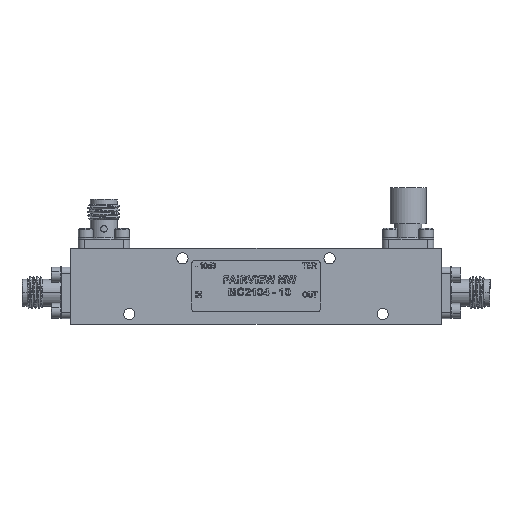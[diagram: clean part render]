
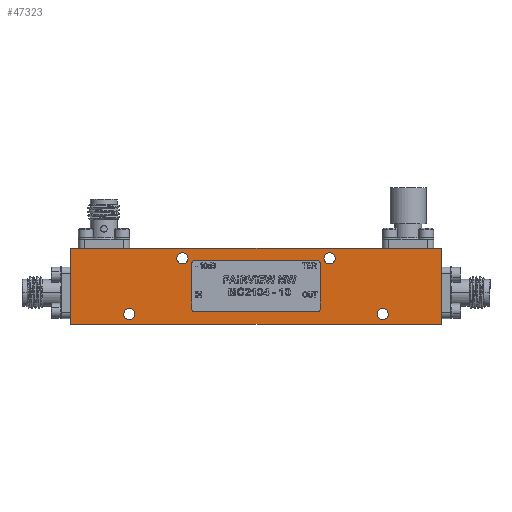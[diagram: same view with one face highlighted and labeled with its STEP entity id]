
A CAD part, top view. The second image highlights one B-rep face of the part: STEP entity #47323.
In plain terms, the highlighted planar face has unit normal (0, 0, 1).
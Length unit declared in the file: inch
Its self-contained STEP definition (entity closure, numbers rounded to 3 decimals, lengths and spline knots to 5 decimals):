
#257 = CARTESIAN_POINT ( 'NONE',  ( 0.57087, 0.21654, 0.21654 ) ) ;
#753 = CARTESIAN_POINT ( 'NONE',  ( 0.98425, -0.21654, 0.21654 ) ) ;
#1598 = DIRECTION ( 'NONE',  ( 1., 0., 0. ) ) ;
#3038 = VERTEX_POINT ( 'NONE', #28359 ) ;
#5549 = EDGE_CURVE ( 'NONE', #17013, #82784, #34385, .T. ) ;
#6232 = PLANE ( 'NONE',  #81248 ) ;
#6660 = EDGE_LOOP ( 'NONE', ( #35500, #89387 ) ) ;
#6696 = DIRECTION ( 'NONE',  ( 0., 0., -1. ) ) ;
#7508 = AXIS2_PLACEMENT_3D ( 'NONE', #753, #79729, #29511 ) ;
#9150 = CARTESIAN_POINT ( 'NONE',  ( -0.52756, 0.21654, 0.21654 ) ) ;
#10985 = DIRECTION ( 'NONE',  ( 1., 0., 0. ) ) ;
#11448 = DIRECTION ( 'NONE',  ( 0., 0., 1. ) ) ;
#11472 = ORIENTED_EDGE ( 'NONE', *, *, #39771, .T. ) ;
#11923 = VERTEX_POINT ( 'NONE', #36348 ) ;
#12235 = EDGE_CURVE ( 'NONE', #84505, #65961, #30333, .T. ) ;
#14995 = CARTESIAN_POINT ( 'NONE',  ( -1.43701, 0.29528, 0.21654 ) ) ;
#15400 = CARTESIAN_POINT ( 'NONE',  ( -1.43701, -0.29528, 0.21654 ) ) ;
#16082 = VERTEX_POINT ( 'NONE', #86449 ) ;
#16977 = CARTESIAN_POINT ( 'NONE',  ( -0.98425, -0.21654, 0.21654 ) ) ;
#17013 = VERTEX_POINT ( 'NONE', #90322 ) ;
#17473 = ORIENTED_EDGE ( 'NONE', *, *, #62393, .F. ) ;
#19310 = ORIENTED_EDGE ( 'NONE', *, *, #92909, .F. ) ;
#19913 = CARTESIAN_POINT ( 'NONE',  ( -1.43701, -0.29528, 0.21654 ) ) ;
#20391 = ORIENTED_EDGE ( 'NONE', *, *, #36679, .T. ) ;
#21324 = CARTESIAN_POINT ( 'NONE',  ( 0., 0., 0.21654 ) ) ;
#21474 = DIRECTION ( 'NONE',  ( 1., 0., 0. ) ) ;
#21642 = ORIENTED_EDGE ( 'NONE', *, *, #26672, .T. ) ;
#22648 = EDGE_CURVE ( 'NONE', #11923, #60578, #42049, .T. ) ;
#22942 = EDGE_LOOP ( 'NONE', ( #11472, #21642, #81757, #20391 ) ) ;
#23387 = CARTESIAN_POINT ( 'NONE',  ( 0.94094, -0.21654, 0.21654 ) ) ;
#24190 = CARTESIAN_POINT ( 'NONE',  ( 0.57087, 0.21654, 0.21654 ) ) ;
#25126 = FACE_BOUND ( 'NONE', #6660, .T. ) ;
#25407 = EDGE_CURVE ( 'NONE', #82784, #17013, #87432, .T. ) ;
#25593 = CIRCLE ( 'NONE', #7508, 0.04331 ) ;
#26014 = CARTESIAN_POINT ( 'NONE',  ( 0.98425, -0.21654, 0.21654 ) ) ;
#26672 = EDGE_CURVE ( 'NONE', #67762, #48518, #79365, .T. ) ;
#27264 = AXIS2_PLACEMENT_3D ( 'NONE', #26014, #11448, #10985 ) ;
#28359 = CARTESIAN_POINT ( 'NONE',  ( -1.43701, -0.29528, 0.21654 ) ) ;
#29511 = DIRECTION ( 'NONE',  ( 1., 0., 0. ) ) ;
#30211 = CARTESIAN_POINT ( 'NONE',  ( 0.52756, 0.21654, 0.21654 ) ) ;
#30333 = CIRCLE ( 'NONE', #27264, 0.04331 ) ;
#31779 = FACE_BOUND ( 'NONE', #60110, .T. ) ;
#32704 = DIRECTION ( 'NONE',  ( 1., 0., 0. ) ) ;
#32877 = LINE ( 'NONE', #83105, #54046 ) ;
#34385 = CIRCLE ( 'NONE', #79339, 0.04331 ) ;
#35479 = DIRECTION ( 'NONE',  ( 1., 0., 0. ) ) ;
#35500 = ORIENTED_EDGE ( 'NONE', *, *, #79241, .F. ) ;
#36144 = CIRCLE ( 'NONE', #37687, 0.04331 ) ;
#36348 = CARTESIAN_POINT ( 'NONE',  ( -1.02756, -0.21654, 0.21654 ) ) ;
#36679 = EDGE_CURVE ( 'NONE', #3038, #58695, #69709, .T. ) ;
#36801 = DIRECTION ( 'NONE',  ( 1., 0., 0. ) ) ;
#36944 = DIRECTION ( 'NONE',  ( 0., 1., 0. ) ) ;
#37306 = EDGE_LOOP ( 'NONE', ( #58947, #72500 ) ) ;
#37429 = DIRECTION ( 'NONE',  ( 0., 0., 1. ) ) ;
#37524 = LINE ( 'NONE', #15400, #65776 ) ;
#37687 = AXIS2_PLACEMENT_3D ( 'NONE', #41636, #90481, #91863 ) ;
#39771 = EDGE_CURVE ( 'NONE', #58695, #67762, #32877, .T. ) ;
#41636 = CARTESIAN_POINT ( 'NONE',  ( -0.98425, -0.21654, 0.21654 ) ) ;
#42049 = CIRCLE ( 'NONE', #48083, 0.04331 ) ;
#44700 = CARTESIAN_POINT ( 'NONE',  ( 1.02756, -0.21654, 0.21654 ) ) ;
#47323 = ADVANCED_FACE ( 'NONE', ( #31779, #89037, #89483, #25126, #83841 ), #6232, .F. ) ;
#47686 = CIRCLE ( 'NONE', #73125, 0.04331 ) ;
#48083 = AXIS2_PLACEMENT_3D ( 'NONE', #16977, #51785, #36801 ) ;
#48328 = VECTOR ( 'NONE', #35479, 39.37008 ) ;
#48518 = VERTEX_POINT ( 'NONE', #72611 ) ;
#48887 = DIRECTION ( 'NONE',  ( -1., 0., 0. ) ) ;
#51785 = DIRECTION ( 'NONE',  ( 0., 0., 1. ) ) ;
#52141 = CARTESIAN_POINT ( 'NONE',  ( 1.43701, 0.29528, 0.21654 ) ) ;
#52369 = EDGE_LOOP ( 'NONE', ( #17473, #19310 ) ) ;
#54046 = VECTOR ( 'NONE', #36944, 39.37008 ) ;
#54786 = CARTESIAN_POINT ( 'NONE',  ( 1.43701, -0.29528, 0.21654 ) ) ;
#58695 = VERTEX_POINT ( 'NONE', #54786 ) ;
#58947 = ORIENTED_EDGE ( 'NONE', *, *, #25407, .F. ) ;
#60110 = EDGE_LOOP ( 'NONE', ( #75453, #73848 ) ) ;
#60578 = VERTEX_POINT ( 'NONE', #90947 ) ;
#61788 = DIRECTION ( 'NONE',  ( 0., 0., 1. ) ) ;
#62393 = EDGE_CURVE ( 'NONE', #16082, #73272, #47686, .T. ) ;
#63417 = AXIS2_PLACEMENT_3D ( 'NONE', #68822, #61788, #32704 ) ;
#63446 = EDGE_CURVE ( 'NONE', #48518, #3038, #37524, .T. ) ;
#65776 = VECTOR ( 'NONE', #66135, 39.37008 ) ;
#65961 = VERTEX_POINT ( 'NONE', #44700 ) ;
#66135 = DIRECTION ( 'NONE',  ( 0., -1., 0. ) ) ;
#67210 = AXIS2_PLACEMENT_3D ( 'NONE', #24190, #37429, #1598 ) ;
#67762 = VERTEX_POINT ( 'NONE', #52141 ) ;
#68822 = CARTESIAN_POINT ( 'NONE',  ( -0.57087, 0.21654, 0.21654 ) ) ;
#69709 = LINE ( 'NONE', #19913, #48328 ) ;
#71524 = DIRECTION ( 'NONE',  ( 0., 0., 1. ) ) ;
#72500 = ORIENTED_EDGE ( 'NONE', *, *, #5549, .F. ) ;
#72611 = CARTESIAN_POINT ( 'NONE',  ( -1.43701, 0.29528, 0.21654 ) ) ;
#73125 = AXIS2_PLACEMENT_3D ( 'NONE', #257, #85834, #21474 ) ;
#73272 = VERTEX_POINT ( 'NONE', #30211 ) ;
#73848 = ORIENTED_EDGE ( 'NONE', *, *, #22648, .F. ) ;
#75453 = ORIENTED_EDGE ( 'NONE', *, *, #79338, .F. ) ;
#78595 = CARTESIAN_POINT ( 'NONE',  ( -0.57087, 0.21654, 0.21654 ) ) ;
#79005 = CIRCLE ( 'NONE', #67210, 0.04331 ) ;
#79241 = EDGE_CURVE ( 'NONE', #65961, #84505, #25593, .T. ) ;
#79338 = EDGE_CURVE ( 'NONE', #60578, #11923, #36144, .T. ) ;
#79339 = AXIS2_PLACEMENT_3D ( 'NONE', #78595, #71524, #84737 ) ;
#79365 = LINE ( 'NONE', #14995, #81531 ) ;
#79729 = DIRECTION ( 'NONE',  ( 0., 0., 1. ) ) ;
#81248 = AXIS2_PLACEMENT_3D ( 'NONE', #21324, #6696, #85680 ) ;
#81531 = VECTOR ( 'NONE', #48887, 39.37008 ) ;
#81757 = ORIENTED_EDGE ( 'NONE', *, *, #63446, .T. ) ;
#82784 = VERTEX_POINT ( 'NONE', #9150 ) ;
#83105 = CARTESIAN_POINT ( 'NONE',  ( 1.43701, -0.29528, 0.21654 ) ) ;
#83841 = FACE_OUTER_BOUND ( 'NONE', #22942, .T. ) ;
#84505 = VERTEX_POINT ( 'NONE', #23387 ) ;
#84737 = DIRECTION ( 'NONE',  ( 1., 0., 0. ) ) ;
#85680 = DIRECTION ( 'NONE',  ( -1., 0., 0. ) ) ;
#85834 = DIRECTION ( 'NONE',  ( 0., 0., 1. ) ) ;
#86449 = CARTESIAN_POINT ( 'NONE',  ( 0.61417, 0.21654, 0.21654 ) ) ;
#87432 = CIRCLE ( 'NONE', #63417, 0.04331 ) ;
#89037 = FACE_BOUND ( 'NONE', #37306, .T. ) ;
#89387 = ORIENTED_EDGE ( 'NONE', *, *, #12235, .F. ) ;
#89483 = FACE_BOUND ( 'NONE', #52369, .T. ) ;
#90322 = CARTESIAN_POINT ( 'NONE',  ( -0.61417, 0.21654, 0.21654 ) ) ;
#90481 = DIRECTION ( 'NONE',  ( 0., 0., 1. ) ) ;
#90947 = CARTESIAN_POINT ( 'NONE',  ( -0.94094, -0.21654, 0.21654 ) ) ;
#91863 = DIRECTION ( 'NONE',  ( 1., 0., 0. ) ) ;
#92909 = EDGE_CURVE ( 'NONE', #73272, #16082, #79005, .T. ) ;
